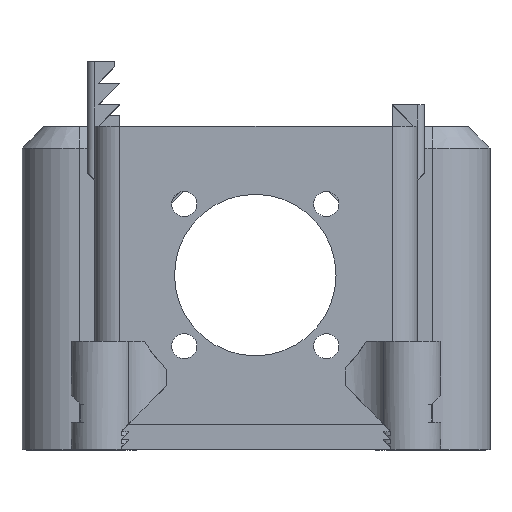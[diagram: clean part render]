
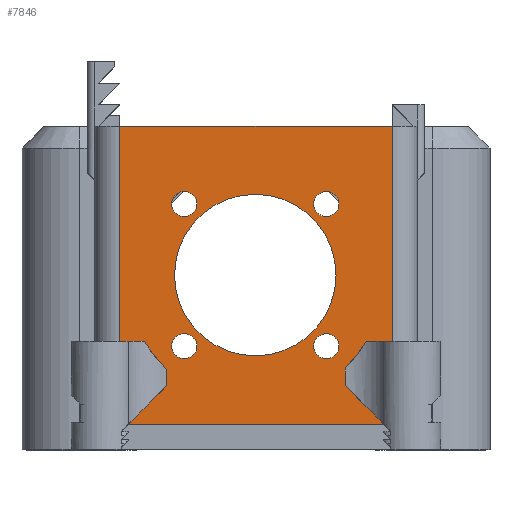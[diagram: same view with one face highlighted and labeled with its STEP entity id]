
A CAD part, top view. The second image highlights one B-rep face of the part: STEP entity #7846.
In plain terms, the highlighted planar face has unit normal (0, 0, 1).
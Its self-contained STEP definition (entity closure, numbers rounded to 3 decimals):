
#118=FACE_BOUND('',#1171,.T.);
#119=FACE_BOUND('',#1172,.T.);
#120=FACE_BOUND('',#1173,.T.);
#121=FACE_BOUND('',#1174,.T.);
#122=FACE_BOUND('',#1175,.T.);
#361=CIRCLE('',#8395,18.);
#362=CIRCLE('',#8396,18.);
#363=CIRCLE('',#8397,1.75);
#364=CIRCLE('',#8398,11.25);
#365=CIRCLE('',#8399,1.75);
#366=CIRCLE('',#8400,1.75);
#367=CIRCLE('',#8401,1.75);
#732=FACE_OUTER_BOUND('',#1170,.T.);
#1170=EDGE_LOOP('',(#5723,#5724,#5725,#5726,#5727,#5728,#5729,#5730,#5731,
#5732,#5733,#5734));
#1171=EDGE_LOOP('',(#5735));
#1172=EDGE_LOOP('',(#5736));
#1173=EDGE_LOOP('',(#5737));
#1174=EDGE_LOOP('',(#5738));
#1175=EDGE_LOOP('',(#5739));
#1730=LINE('',#12040,#2552);
#1732=LINE('',#12054,#2554);
#1733=LINE('',#12056,#2555);
#1734=LINE('',#12058,#2556);
#1735=LINE('',#12062,#2557);
#1736=LINE('',#12064,#2558);
#1737=LINE('',#12066,#2559);
#1738=LINE('',#12068,#2560);
#1739=LINE('',#12070,#2561);
#1740=LINE('',#12072,#2562);
#2552=VECTOR('',#9580,10.);
#2554=VECTOR('',#9586,10.);
#2555=VECTOR('',#9587,10.);
#2556=VECTOR('',#9588,10.);
#2557=VECTOR('',#9591,10.);
#2558=VECTOR('',#9592,10.);
#2559=VECTOR('',#9593,10.);
#2560=VECTOR('',#9594,10.);
#2561=VECTOR('',#9595,10.);
#2562=VECTOR('',#9598,10.);
#3382=VERTEX_POINT('',#12037);
#3383=VERTEX_POINT('',#12039);
#3386=VERTEX_POINT('',#12052);
#3387=VERTEX_POINT('',#12053);
#3388=VERTEX_POINT('',#12055);
#3389=VERTEX_POINT('',#12057);
#3390=VERTEX_POINT('',#12059);
#3391=VERTEX_POINT('',#12061);
#3392=VERTEX_POINT('',#12063);
#3393=VERTEX_POINT('',#12065);
#3394=VERTEX_POINT('',#12067);
#3395=VERTEX_POINT('',#12069);
#3396=VERTEX_POINT('',#12073);
#3397=VERTEX_POINT('',#12075);
#3398=VERTEX_POINT('',#12077);
#3399=VERTEX_POINT('',#12079);
#3400=VERTEX_POINT('',#12081);
#4252=EDGE_CURVE('',#3382,#3383,#1730,.T.);
#4256=EDGE_CURVE('',#3386,#3387,#1732,.T.);
#4257=EDGE_CURVE('',#3386,#3388,#1733,.T.);
#4258=EDGE_CURVE('',#3389,#3388,#1734,.T.);
#4259=EDGE_CURVE('',#3389,#3390,#361,.T.);
#4260=EDGE_CURVE('',#3390,#3391,#1735,.T.);
#4261=EDGE_CURVE('',#3392,#3391,#1736,.T.);
#4262=EDGE_CURVE('',#3393,#3392,#1737,.T.);
#4263=EDGE_CURVE('',#3394,#3393,#1738,.T.);
#4264=EDGE_CURVE('',#3394,#3395,#1739,.T.);
#4265=EDGE_CURVE('',#3395,#3383,#362,.T.);
#4266=EDGE_CURVE('',#3387,#3382,#1740,.T.);
#4267=EDGE_CURVE('',#3396,#3396,#363,.T.);
#4268=EDGE_CURVE('',#3397,#3397,#364,.T.);
#4269=EDGE_CURVE('',#3398,#3398,#365,.T.);
#4270=EDGE_CURVE('',#3399,#3399,#366,.T.);
#4271=EDGE_CURVE('',#3400,#3400,#367,.T.);
#5723=ORIENTED_EDGE('',*,*,#4256,.F.);
#5724=ORIENTED_EDGE('',*,*,#4257,.T.);
#5725=ORIENTED_EDGE('',*,*,#4258,.F.);
#5726=ORIENTED_EDGE('',*,*,#4259,.T.);
#5727=ORIENTED_EDGE('',*,*,#4260,.T.);
#5728=ORIENTED_EDGE('',*,*,#4261,.F.);
#5729=ORIENTED_EDGE('',*,*,#4262,.F.);
#5730=ORIENTED_EDGE('',*,*,#4263,.F.);
#5731=ORIENTED_EDGE('',*,*,#4264,.T.);
#5732=ORIENTED_EDGE('',*,*,#4265,.T.);
#5733=ORIENTED_EDGE('',*,*,#4252,.F.);
#5734=ORIENTED_EDGE('',*,*,#4266,.F.);
#5735=ORIENTED_EDGE('',*,*,#4267,.T.);
#5736=ORIENTED_EDGE('',*,*,#4268,.T.);
#5737=ORIENTED_EDGE('',*,*,#4269,.T.);
#5738=ORIENTED_EDGE('',*,*,#4270,.T.);
#5739=ORIENTED_EDGE('',*,*,#4271,.T.);
#7535=PLANE('',#8394);
#7846=ADVANCED_FACE('',(#732,#118,#119,#120,#121,#122),#7535,.T.);
#8394=AXIS2_PLACEMENT_3D('',#12051,#9584,#9585);
#8395=AXIS2_PLACEMENT_3D('',#12060,#9589,#9590);
#8396=AXIS2_PLACEMENT_3D('',#12071,#9596,#9597);
#8397=AXIS2_PLACEMENT_3D('',#12074,#9599,#9600);
#8398=AXIS2_PLACEMENT_3D('',#12076,#9601,#9602);
#8399=AXIS2_PLACEMENT_3D('',#12078,#9603,#9604);
#8400=AXIS2_PLACEMENT_3D('',#12080,#9605,#9606);
#8401=AXIS2_PLACEMENT_3D('',#12082,#9607,#9608);
#9580=DIRECTION('',(0.,1.,0.));
#9584=DIRECTION('center_axis',(0.,0.,1.));
#9585=DIRECTION('ref_axis',(1.,0.,0.));
#9586=DIRECTION('',(-1.,0.,0.));
#9587=DIRECTION('',(-0.707,0.707,0.));
#9588=DIRECTION('',(0.,-1.,0.));
#9589=DIRECTION('center_axis',(0.,0.,1.));
#9590=DIRECTION('ref_axis',(-1.,0.,0.));
#9591=DIRECTION('',(1.,0.,0.));
#9592=DIRECTION('',(0.,-1.,0.));
#9593=DIRECTION('',(1.,0.,0.));
#9594=DIRECTION('',(0.,1.,0.));
#9595=DIRECTION('',(1.,0.,0.));
#9596=DIRECTION('center_axis',(0.,0.,1.));
#9597=DIRECTION('ref_axis',(-1.,0.,0.));
#9598=DIRECTION('',(0.707,0.707,0.));
#9599=DIRECTION('center_axis',(0.,0.,-1.));
#9600=DIRECTION('ref_axis',(-1.,0.,0.));
#9601=DIRECTION('center_axis',(0.,0.,-1.));
#9602=DIRECTION('ref_axis',(-1.,0.,0.));
#9603=DIRECTION('center_axis',(0.,0.,-1.));
#9604=DIRECTION('ref_axis',(-1.,0.,0.));
#9605=DIRECTION('center_axis',(0.,0.,-1.));
#9606=DIRECTION('ref_axis',(-1.,0.,0.));
#9607=DIRECTION('center_axis',(0.,0.,-1.));
#9608=DIRECTION('ref_axis',(-1.,0.,0.));
#12037=CARTESIAN_POINT('',(-12.423,8.827,39.399));
#12039=CARTESIAN_POINT('',(-12.423,11.128,39.399));
#12040=CARTESIAN_POINT('',(-12.423,0.,39.399));
#12051=CARTESIAN_POINT('Origin',(-22.5,0.,39.399));
#12052=CARTESIAN_POINT('',(17.75,3.5,39.399));
#12053=CARTESIAN_POINT('',(-17.75,3.5,39.399));
#12054=CARTESIAN_POINT('',(8.875,3.5,39.399));
#12055=CARTESIAN_POINT('',(12.423,8.827,39.399));
#12056=CARTESIAN_POINT('',(17.75,3.5,39.399));
#12057=CARTESIAN_POINT('',(12.423,11.322,39.399));
#12058=CARTESIAN_POINT('',(12.423,0.,39.399));
#12059=CARTESIAN_POINT('',(15.34,15.,39.399));
#12060=CARTESIAN_POINT('Origin',(-0.102,24.25,39.399));
#12061=CARTESIAN_POINT('',(19.,15.,39.399));
#12062=CARTESIAN_POINT('',(-0.5,15.,39.399));
#12063=CARTESIAN_POINT('',(19.,45.,39.399));
#12064=CARTESIAN_POINT('',(19.,0.,39.399));
#12065=CARTESIAN_POINT('',(-19.,45.,39.399));
#12066=CARTESIAN_POINT('',(22.5,45.,39.399));
#12067=CARTESIAN_POINT('',(-19.,15.,39.399));
#12068=CARTESIAN_POINT('',(-19.,0.,39.399));
#12069=CARTESIAN_POINT('',(-15.543,15.,39.399));
#12070=CARTESIAN_POINT('',(-22.,15.,39.399));
#12071=CARTESIAN_POINT('Origin',(-0.102,24.25,39.399));
#12072=CARTESIAN_POINT('',(-17.75,3.5,39.399));
#12073=CARTESIAN_POINT('',(11.548,14.35,39.399));
#12074=CARTESIAN_POINT('Origin',(9.798,14.35,39.399));
#12075=CARTESIAN_POINT('',(11.148,24.25,39.399));
#12076=CARTESIAN_POINT('Origin',(-0.102,24.25,39.399));
#12077=CARTESIAN_POINT('',(11.548,34.15,39.399));
#12078=CARTESIAN_POINT('Origin',(9.798,34.15,39.399));
#12079=CARTESIAN_POINT('',(-8.252,14.35,39.399));
#12080=CARTESIAN_POINT('Origin',(-10.002,14.35,39.399));
#12081=CARTESIAN_POINT('',(-8.252,34.15,39.399));
#12082=CARTESIAN_POINT('Origin',(-10.002,34.15,39.399));
